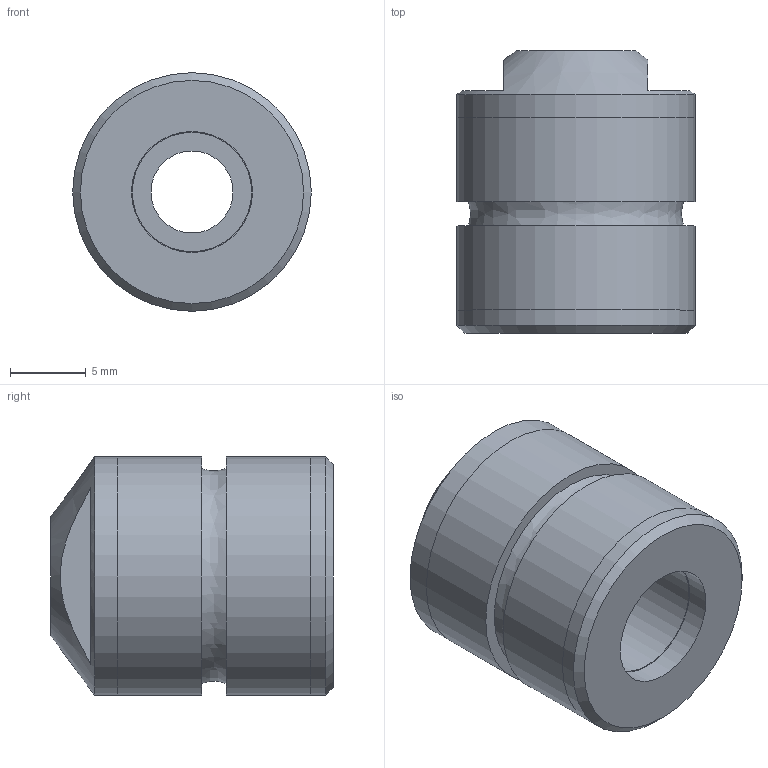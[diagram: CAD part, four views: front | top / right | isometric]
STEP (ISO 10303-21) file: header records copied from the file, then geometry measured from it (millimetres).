
FILE_DESCRIPTION (( 'STEP AP214' ), '1' );
FILE_NAME ('CTSC-003473.STEP', '2025-11-04T18:40:56', ( '' ), ( '' ), 'SwSTEP 2.0', 'SolidWorks 2023', '' );
FILE_SCHEMA (( 'AUTOMOTIVE_DESIGN' ));
Length unit declared in the file: inch
Products named in the file (4): CTSC-003473_1; CTSC-003473_1_2; CTSC-003473; CTSC-003473_1_3
Assembly tree (3 placements, depth 2):
  CTSC-003473
    CTSC-003473_1_3
    CTSC-003473_1
    CTSC-003473_1_2
Bounding box: 15.75 x 18.64 x 15.75 mm (x, y, z)
Volume: 2492.6 mm3; surface area: 2237.8 mm2
Topology: 3 solids, 3 shells, 22 faces, 36 edges, 24 vertices
Faces by surface type: plane 12, cylinder 7, cone 2, bspline 1
Full cylindrical faces by diameter (mm): 5.41 x1, 7.874 x1, 7.988 x1, 15.748 x4
Entity records: 946 total; most frequent: CARTESIAN_POINT 143, DIRECTION 96, ORIENTED_EDGE 48, AXIS2_PLACEMENT_3D 47, EDGE_LOOP 42, FACE_OUTER_BOUND 30, DIMENSIONAL_EXPONENTS 29, UNCERTAINTY_MEASURE_WITH_UNIT 29
